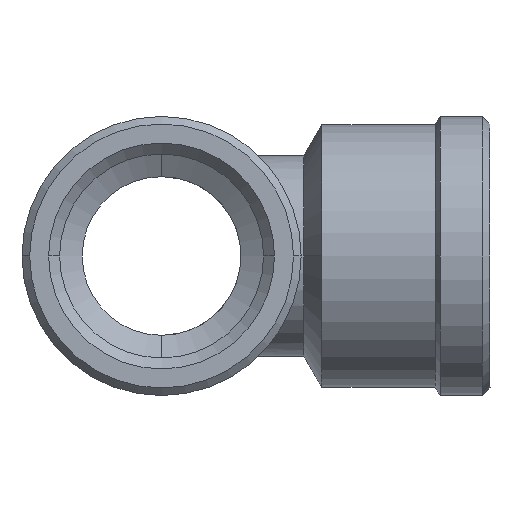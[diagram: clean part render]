
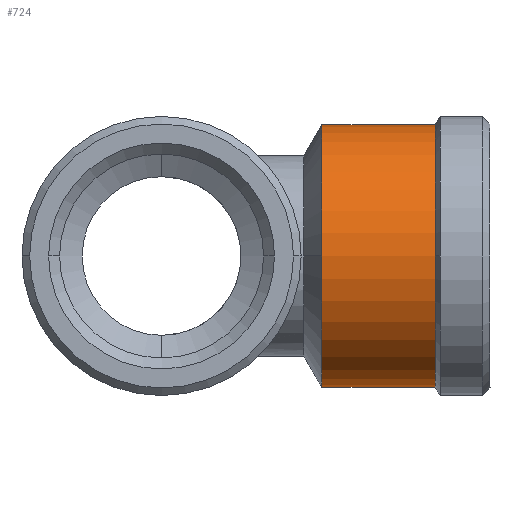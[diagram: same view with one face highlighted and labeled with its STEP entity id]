
A CAD part, left-side view. The second image highlights one B-rep face of the part: STEP entity #724.
In plain terms, the highlighted cylindrical face has radius 12 mm (diameter 24 mm), a partial arc.
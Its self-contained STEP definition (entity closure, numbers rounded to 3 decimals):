
#724=ADVANCED_FACE('NONE',(#1683),#1684,.T.);
#1683=FACE_OUTER_BOUND('',#4027,.T.);
#1684=CYLINDRICAL_SURFACE('',#4028,12.);
#4027=EDGE_LOOP('',(#6923,#6924,#6925,#6926,#6927,#6928));
#4028=AXIS2_PLACEMENT_3D('',#6929,#6930,#6931);
#6923=ORIENTED_EDGE('',*,*,#9658,.F.);
#6924=ORIENTED_EDGE('',*,*,#9659,.T.);
#6925=ORIENTED_EDGE('',*,*,#9660,.T.);
#6926=ORIENTED_EDGE('',*,*,#9661,.T.);
#6927=ORIENTED_EDGE('',*,*,#9174,.F.);
#6928=ORIENTED_EDGE('',*,*,#9662,.F.);
#6929=CARTESIAN_POINT('',(0.,-19.823,0.0));
#6930=DIRECTION('',(0.0,-1.0,0.0));
#6931=DIRECTION('',(0.0,0.0,1.0));
#9174=EDGE_CURVE('NONE',#10873,#10875,#10876,.T.);
#9658=EDGE_CURVE('NONE',#11651,#11652,#11653,.T.);
#9659=EDGE_CURVE('NONE',#11651,#11654,#11655,.T.);
#9660=EDGE_CURVE('NONE',#11654,#11656,#11657,.T.);
#9661=EDGE_CURVE('NONE',#11656,#10875,#11658,.T.);
#9662=EDGE_CURVE('NONE',#11652,#10873,#11659,.T.);
#10873=VERTEX_POINT('NONE',#13589);
#10875=VERTEX_POINT('NONE',#13592);
#10876=CIRCLE('',#13593,12.);
#11651=VERTEX_POINT('NONE',#15365);
#11652=VERTEX_POINT('NONE',#15366);
#11653=LINE('',#15367,#15368);
#11654=VERTEX_POINT('NONE',#15369);
#11655=CIRCLE('',#15370,12.);
#11656=VERTEX_POINT('NONE',#15371);
#11657=CIRCLE('',#15372,12.);
#11658=LINE('',#15373,#15374);
#11659=CIRCLE('',#15375,12.);
#13589=CARTESIAN_POINT('',(-12.,-14.645,0.));
#13592=CARTESIAN_POINT('',(0.,-14.645,12.));
#13593=AXIS2_PLACEMENT_3D('',#17536,#17537,#17538);
#15365=CARTESIAN_POINT('',(0.,-25.0,-12.));
#15366=CARTESIAN_POINT('',(0.,-14.645,-12.));
#15367=CARTESIAN_POINT('',(0.,-19.823,-12.));
#15368=VECTOR('',#17863,1000.0);
#15369=CARTESIAN_POINT('',(-12.,-25.0,0.));
#15370=AXIS2_PLACEMENT_3D('',#17864,#17865,#17866);
#15371=CARTESIAN_POINT('',(0.,-25.0,12.));
#15372=AXIS2_PLACEMENT_3D('',#17867,#17868,#17869);
#15373=CARTESIAN_POINT('',(0.,-19.823,12.));
#15374=VECTOR('',#17870,1000.0);
#15375=AXIS2_PLACEMENT_3D('',#17871,#17872,#17873);
#17536=CARTESIAN_POINT('',(0.,-14.645,0.0));
#17537=DIRECTION('',(0.,1.0,0.));
#17538=DIRECTION('',(0.,0.,1.0));
#17863=DIRECTION('',(0.0,1.0,0.0));
#17864=CARTESIAN_POINT('',(0.,-25.0,0.0));
#17865=DIRECTION('',(0.0,1.0,0.0));
#17866=DIRECTION('',(0.0,0.0,1.0));
#17867=CARTESIAN_POINT('',(0.,-25.0,0.0));
#17868=DIRECTION('',(0.0,1.0,0.0));
#17869=DIRECTION('',(0.0,0.0,1.0));
#17870=DIRECTION('',(0.0,1.0,0.0));
#17871=CARTESIAN_POINT('',(0.,-14.645,0.0));
#17872=DIRECTION('',(0.,1.0,0.));
#17873=DIRECTION('',(0.,0.,1.0));
